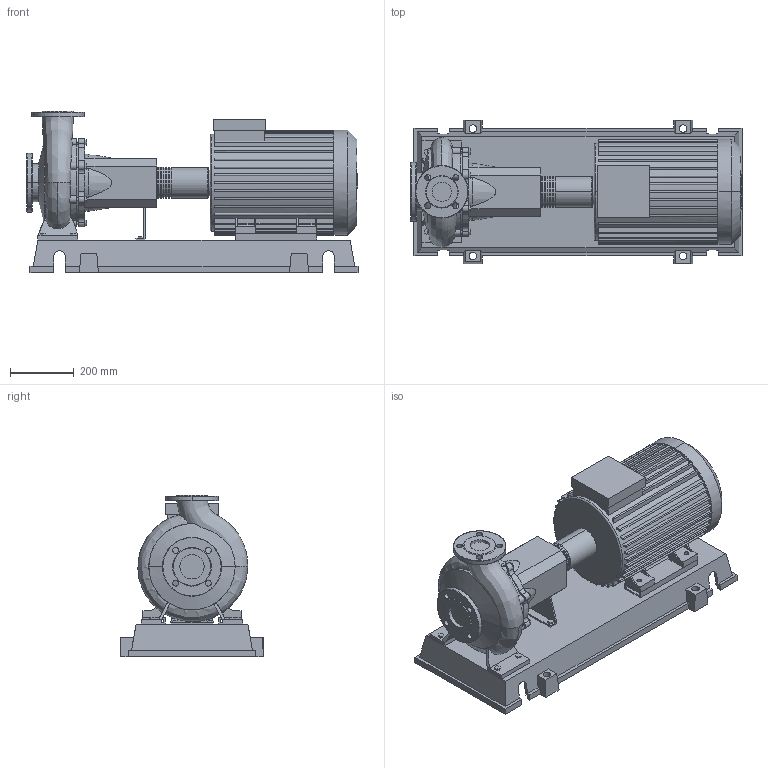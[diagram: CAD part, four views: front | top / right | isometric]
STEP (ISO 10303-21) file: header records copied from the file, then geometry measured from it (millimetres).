
FILE_DESCRIPTION((''),'2;1');
FILE_NAME('3d_NL50_250-18.5-2-05-4109104.stp','2015-03-03T07:44:14',(''),(''),'Mechanical Desktop 2009','Mechanical Desktop 2009',', , ');
FILE_SCHEMA(('CONFIG_CONTROL_DESIGN'));
Length unit declared in the file: millimetre
Products named in the file (1): Product
Bounding box: 1042.5 x 450 x 508 mm (x, y, z)
Volume: 62112649 mm3; surface area: 3359796.7 mm2
Topology: 13 solids, 13 shells, 842 faces, 2224 edges, 1464 vertices
Faces by surface type: plane 434, bspline 206, cylinder 186, cone 10, torus 6
Entity records: 30735 total; most frequent: CARTESIAN_POINT 9968, ORIENTED_EDGE 4450, DIRECTION 4047, EDGE_CURVE 2225, VERTEX_POINT 1463, VECTOR 1435, LINE 1435, AXIS2_PLACEMENT_3D 1306
